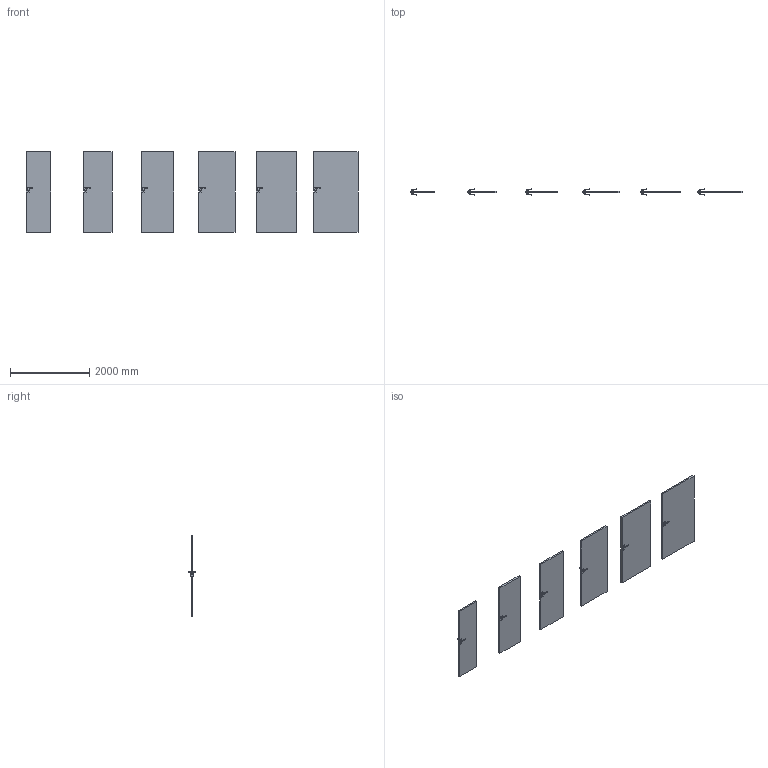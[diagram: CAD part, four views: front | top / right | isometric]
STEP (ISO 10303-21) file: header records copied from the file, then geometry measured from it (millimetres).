
FILE_DESCRIPTION(/* description */ (''),/* implementation_level */ '2;1');
FILE_NAME(/* name */ '049733_A_2-Skrzydło HIDE model 1.1_ polska norma _PN__ bezprzylgowe..stp',/* time_stamp */ '2024-02-29T14:01:00+01:00',/* author */ (''),/* organization */ (''),/* preprocessor_version */ 'ST-DEVELOPER v16',/* originating_system */ 'SIEMENS PLM Software NX 11.0',/* authorisation */ '');
FILE_SCHEMA (('AUTOMOTIVE_DESIGN { 1 0 10303 214 3 1 1 1 }'));
Length unit declared in the file: millimetre
Products named in the file (1): bkni4F842FC9m4b3
Bounding box: 8368 x 153.27 x 2017 mm (x, y, z)
Volume: 413467946.7 mm3; surface area: 22715538.6 mm2
Topology: 30 solids, 30 shells, 1044 faces, 2424 edges, 1320 vertices
Faces by surface type: plane 420, cylinder 264, bspline 192, sphere 168
Entity records: 34911 total; most frequent: CARTESIAN_POINT 13045, ORIENTED_EDGE 4512, DIRECTION 4322, EDGE_CURVE 2256, AXIS2_PLACEMENT_3D 1573, VERTEX_POINT 1320, LINE 1176, VECTOR 1176
